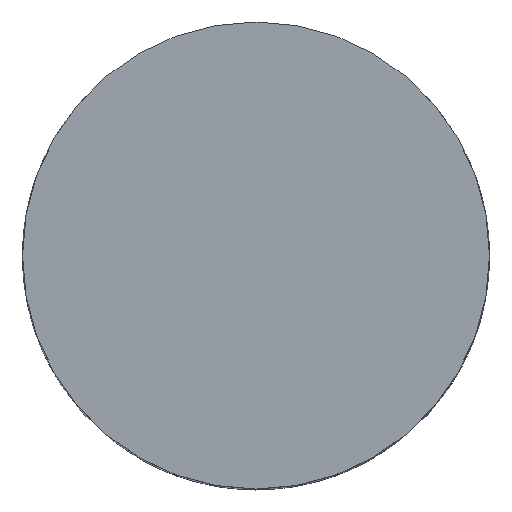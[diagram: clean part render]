
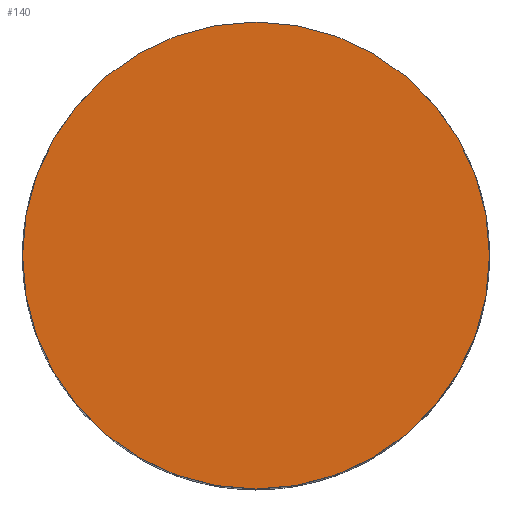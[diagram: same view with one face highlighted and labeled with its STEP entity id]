
A CAD part, top view. The second image highlights one B-rep face of the part: STEP entity #140.
In plain terms, the highlighted planar face has unit normal (0, 0, 1).
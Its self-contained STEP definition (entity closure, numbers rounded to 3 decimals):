
#140=ADVANCED_FACE('',(#282),#283,.T.);
#282=FACE_OUTER_BOUND('',#1280,.T.);
#283=PLANE('',#1281);
#1280=EDGE_LOOP('',(#1803,#1804));
#1281=AXIS2_PLACEMENT_3D('',#1805,#1806,#1807);
#1803=ORIENTED_EDGE('',*,*,#1928,.F.);
#1804=ORIENTED_EDGE('',*,*,#1909,.F.);
#1805=CARTESIAN_POINT('',(2.5,0.,0.0));
#1806=DIRECTION('',(0.0,0.0,1.0));
#1807=DIRECTION('',(1.0,-0.0,0.0));
#1909=EDGE_CURVE('',#2164,#2167,#2168,.T.);
#1928=EDGE_CURVE('',#2167,#2164,#2196,.T.);
#2164=VERTEX_POINT('',#2938);
#2167=VERTEX_POINT('',#2942);
#2168=CIRCLE('',#2943,27.5);
#2196=CIRCLE('',#2976,27.5);
#2938=CARTESIAN_POINT('',(-27.5,0.,0.0));
#2942=CARTESIAN_POINT('',(27.5,0.,0.0));
#2943=AXIS2_PLACEMENT_3D('',#3333,#3334,#3335);
#2976=AXIS2_PLACEMENT_3D('',#3380,#3381,#3382);
#3333=CARTESIAN_POINT('',(0.0,0.0,0.0));
#3334=DIRECTION('',(0.0,0.0,-1.0));
#3335=DIRECTION('',(-1.0,0.0,0.0));
#3380=CARTESIAN_POINT('',(0.0,0.0,0.0));
#3381=DIRECTION('',(0.0,0.0,-1.0));
#3382=DIRECTION('',(-1.0,0.0,0.0));
